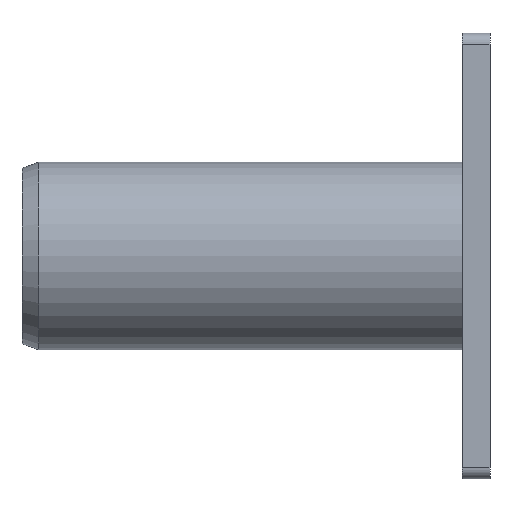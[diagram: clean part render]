
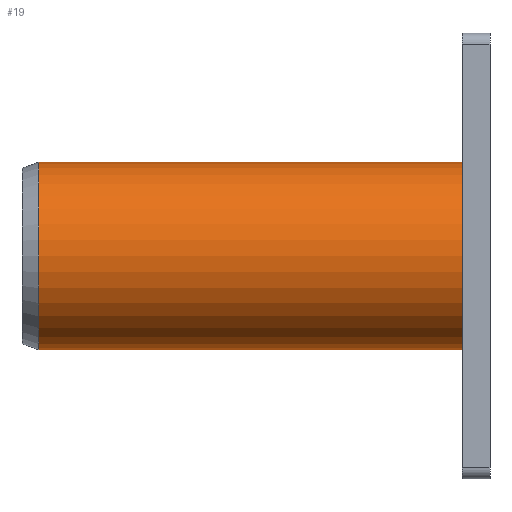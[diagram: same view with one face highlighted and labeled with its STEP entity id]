
A CAD part, left-side view. The second image highlights one B-rep face of the part: STEP entity #19.
In plain terms, the highlighted cylindrical face has radius 16.85 mm (diameter 33.7 mm), a partial arc.
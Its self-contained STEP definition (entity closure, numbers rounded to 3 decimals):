
#6 = CIRCLE ( 'NONE', #115, 16.85 ) ;
#10 = AXIS2_PLACEMENT_3D ( 'NONE', #852, #583, #844 ) ;
#19 = ADVANCED_FACE ( 'NONE', ( #473 ), #469, .T. ) ;
#31 = CARTESIAN_POINT ( 'NONE',  ( 0., 81., 0. ) ) ;
#51 = EDGE_LOOP ( 'NONE', ( #196, #654, #795, #74 ) ) ;
#74 = ORIENTED_EDGE ( 'NONE', *, *, #830, .T. ) ;
#91 = VECTOR ( 'NONE', #180, 1000. ) ;
#107 = LINE ( 'NONE', #585, #486 ) ;
#115 = AXIS2_PLACEMENT_3D ( 'NONE', #31, #240, #579 ) ;
#137 = DIRECTION ( 'NONE',  ( 0., 0., -1. ) ) ;
#162 = CIRCLE ( 'NONE', #10, 16.85 ) ;
#178 = CARTESIAN_POINT ( 'NONE',  ( 0., 5., 16.85 ) ) ;
#180 = DIRECTION ( 'NONE',  ( 0., -1., 0. ) ) ;
#196 = ORIENTED_EDGE ( 'NONE', *, *, #794, .F. ) ;
#200 = EDGE_CURVE ( 'NONE', #264, #567, #107, .T. ) ;
#240 = DIRECTION ( 'NONE',  ( 0., -1., 0. ) ) ;
#259 = CARTESIAN_POINT ( 'NONE',  ( 0., 84., 0. ) ) ;
#264 = VERTEX_POINT ( 'NONE', #790 ) ;
#266 = VERTEX_POINT ( 'NONE', #178 ) ;
#293 = CARTESIAN_POINT ( 'NONE',  ( 0., 84., 16.85 ) ) ;
#319 = EDGE_CURVE ( 'NONE', #608, #264, #6, .T. ) ;
#352 = CARTESIAN_POINT ( 'NONE',  ( 0., 81., 16.85 ) ) ;
#397 = CARTESIAN_POINT ( 'NONE',  ( 0., 5., -16.85 ) ) ;
#469 = CYLINDRICAL_SURFACE ( 'NONE', #572, 16.85 ) ;
#473 = FACE_OUTER_BOUND ( 'NONE', #51, .T. ) ;
#486 = VECTOR ( 'NONE', #574, 1000. ) ;
#567 = VERTEX_POINT ( 'NONE', #397 ) ;
#572 = AXIS2_PLACEMENT_3D ( 'NONE', #259, #744, #137 ) ;
#574 = DIRECTION ( 'NONE',  ( 0., -1., 0. ) ) ;
#579 = DIRECTION ( 'NONE',  ( 0., 0., 1. ) ) ;
#583 = DIRECTION ( 'NONE',  ( 0., 1., 0. ) ) ;
#585 = CARTESIAN_POINT ( 'NONE',  ( 0., 84., -16.85 ) ) ;
#608 = VERTEX_POINT ( 'NONE', #352 ) ;
#654 = ORIENTED_EDGE ( 'NONE', *, *, #319, .T. ) ;
#744 = DIRECTION ( 'NONE',  ( 0., -1., 0. ) ) ;
#787 = LINE ( 'NONE', #293, #91 ) ;
#790 = CARTESIAN_POINT ( 'NONE',  ( 0., 81., -16.85 ) ) ;
#794 = EDGE_CURVE ( 'NONE', #608, #266, #787, .T. ) ;
#795 = ORIENTED_EDGE ( 'NONE', *, *, #200, .T. ) ;
#830 = EDGE_CURVE ( 'NONE', #567, #266, #162, .T. ) ;
#844 = DIRECTION ( 'NONE',  ( 0., 0., 1. ) ) ;
#852 = CARTESIAN_POINT ( 'NONE',  ( 0., 5., 0. ) ) ;
